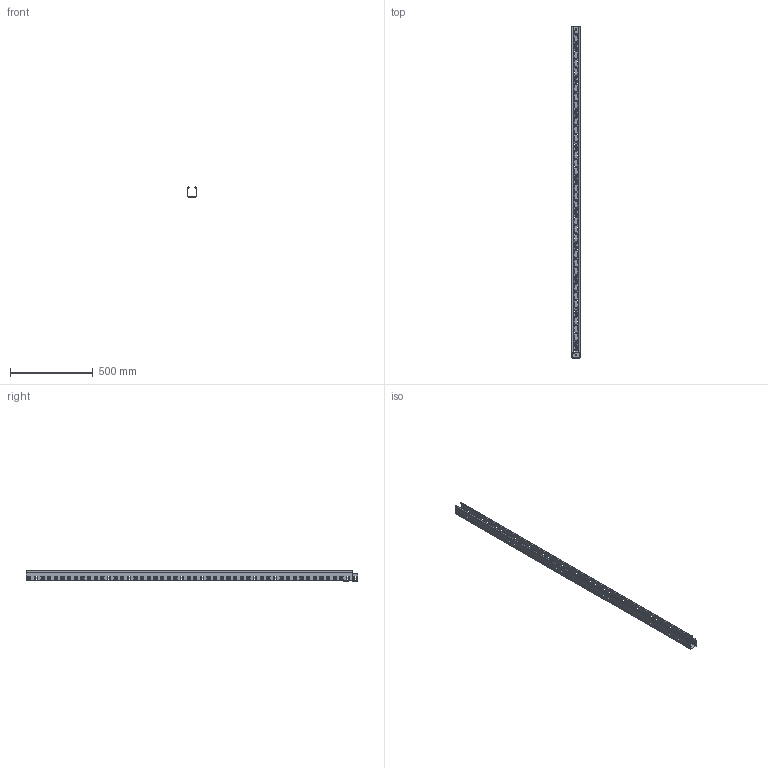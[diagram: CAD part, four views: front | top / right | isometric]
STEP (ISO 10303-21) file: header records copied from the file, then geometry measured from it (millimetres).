
FILE_DESCRIPTION(/* description */ (''),/* implementation_level */ '2;1');
FILE_NAME(/* name */ 'KGL_KCL50H60_2.stp',/* time_stamp */ '2020-03-25T07:24:13+01:00',/* author */ ('stanislaw.luczak'),/* organization */ (''),/* preprocessor_version */ 'ST-DEVELOPER v18',/* originating_system */ 'Autodesk Inventor 2020',/* authorisation */ '');
FILE_SCHEMA (('AUTOMOTIVE_DESIGN { 1 0 10303 214 3 1 1 }'));
Products named in the file (1): KGL_KCL50H60_2
Bounding box: 51.4 x 2000 x 60.69 mm (x, y, z)
Volume: 227475.4 mm3; surface area: 665823.6 mm2
Topology: 1 solids, 1 shells, 2006 faces, 5718 edges, 3778 vertices
Faces by surface type: plane 1141, cylinder 857, torus 6, bspline 2
Full cylindrical faces by diameter (mm): 8.5 x39
Entity records: 66917 total; most frequent: CARTESIAN_POINT 11519, DIRECTION 11446, ORIENTED_EDGE 11436, EDGE_CURVE 5718, LINE 4000, VECTOR 4000, VERTEX_POINT 3778, AXIS2_PLACEMENT_3D 3723
